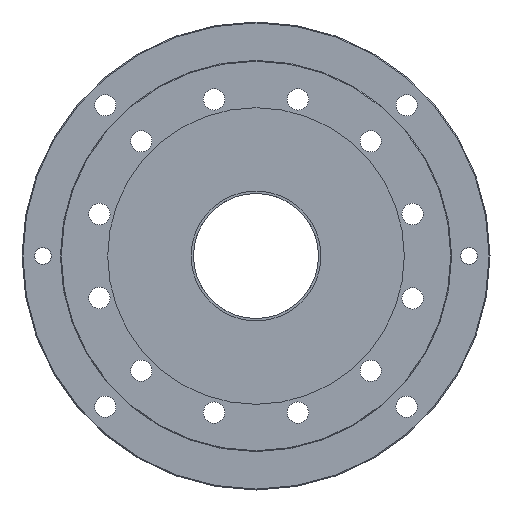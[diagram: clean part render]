
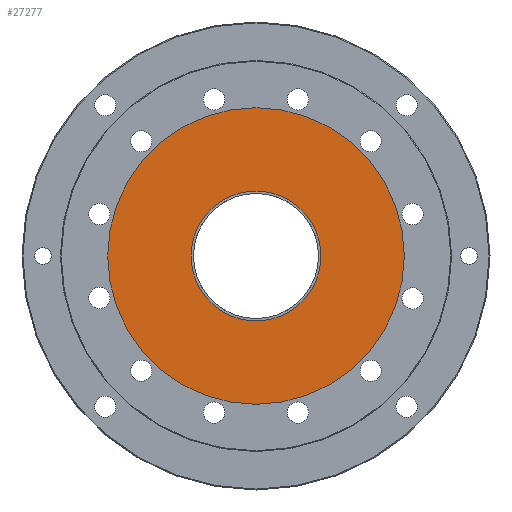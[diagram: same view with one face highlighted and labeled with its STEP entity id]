
A CAD part, left-side view. The second image highlights one B-rep face of the part: STEP entity #27277.
In plain terms, the highlighted planar face has unit normal (-1, 0, 0).
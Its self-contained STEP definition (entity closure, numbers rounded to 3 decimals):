
#603=PLANE('',#28781);
#3744=CIRCLE('',#28780,160.);
#3745=CIRCLE('',#28782,70.);
#5401=ORIENTED_EDGE('',*,*,#10531,.T.);
#5402=ORIENTED_EDGE('',*,*,#10530,.F.);
#10530=EDGE_CURVE('',#13158,#13158,#3744,.T.);
#10531=EDGE_CURVE('',#13159,#13159,#3745,.F.);
#13158=VERTEX_POINT('',#37476);
#13159=VERTEX_POINT('',#37479);
#15050=EDGE_LOOP('',(#5401));
#15051=EDGE_LOOP('',(#5402));
#16768=FACE_BOUND('',#15050,.T.);
#16769=FACE_BOUND('',#15051,.T.);
#27277=ADVANCED_FACE('',(#16768,#16769),#603,.T.);
#28780=AXIS2_PLACEMENT_3D('',#37475,#31769,#31770);
#28781=AXIS2_PLACEMENT_3D('',#37477,#31771,#31772);
#28782=AXIS2_PLACEMENT_3D('',#37478,#31773,#31774);
#31769=DIRECTION('',(1.,0.,0.));
#31770=DIRECTION('',(0.,1.,0.));
#31771=DIRECTION('',(-1.,0.,0.));
#31772=DIRECTION('',(0.,-1.,0.));
#31773=DIRECTION('',(-1.,0.,0.));
#31774=DIRECTION('',(0.,-1.,0.));
#37475=CARTESIAN_POINT('',(-173.497,0.,0.));
#37476=CARTESIAN_POINT('',(-173.497,160.,0.));
#37477=CARTESIAN_POINT('',(-173.497,-160.,0.));
#37478=CARTESIAN_POINT('',(-173.497,0.,0.));
#37479=CARTESIAN_POINT('',(-173.497,-70.,0.));
